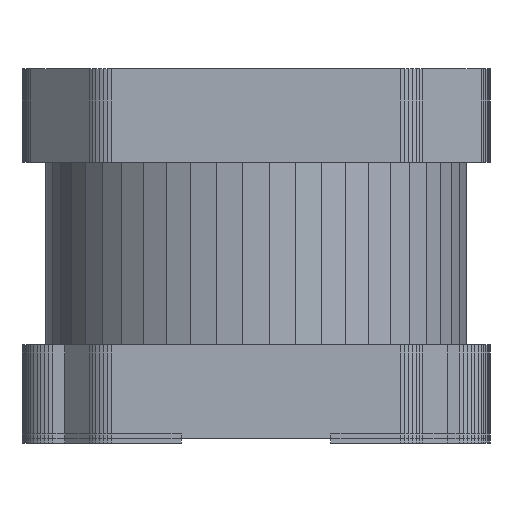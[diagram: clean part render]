
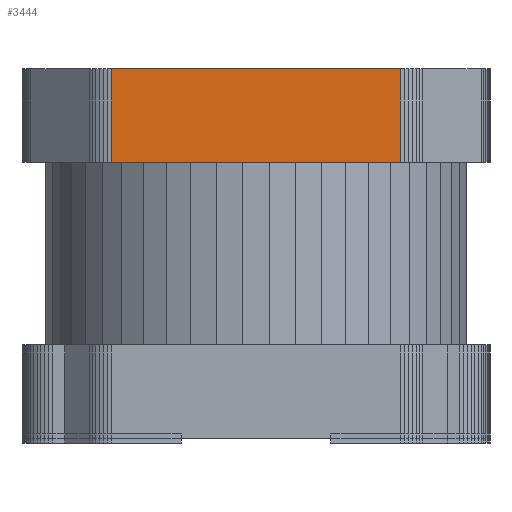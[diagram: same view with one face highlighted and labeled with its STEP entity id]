
A CAD part, front view. The second image highlights one B-rep face of the part: STEP entity #3444.
In plain terms, the highlighted planar face has unit normal (0, -1, 0).
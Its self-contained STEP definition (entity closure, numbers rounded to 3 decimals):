
#639 = VERTEX_POINT('',#640);
#640 = CARTESIAN_POINT('',(1.547,-2.499,3.));
#646 = EDGE_CURVE('',#647,#639,#649,.T.);
#647 = VERTEX_POINT('',#648);
#648 = CARTESIAN_POINT('',(-1.547,-2.499,3.));
#649 = LINE('',#650,#651);
#650 = CARTESIAN_POINT('',(-1.547,-2.499,3.));
#651 = VECTOR('',#652,1.);
#652 = DIRECTION('',(1.,0.,0.));
#3400 = EDGE_CURVE('',#647,#3401,#3403,.T.);
#3401 = VERTEX_POINT('',#3402);
#3402 = CARTESIAN_POINT('',(-1.547,-2.499,4.));
#3403 = LINE('',#3404,#3405);
#3404 = CARTESIAN_POINT('',(-1.547,-2.499,3.));
#3405 = VECTOR('',#3406,1.);
#3406 = DIRECTION('',(0.,0.,1.));
#3444 = ADVANCED_FACE('',(#3445),#3463,.T.);
#3445 = FACE_BOUND('',#3446,.T.);
#3446 = EDGE_LOOP('',(#3447,#3448,#3456,#3462));
#3447 = ORIENTED_EDGE('',*,*,#646,.T.);
#3448 = ORIENTED_EDGE('',*,*,#3449,.F.);
#3449 = EDGE_CURVE('',#3450,#639,#3452,.T.);
#3450 = VERTEX_POINT('',#3451);
#3451 = CARTESIAN_POINT('',(1.547,-2.499,4.));
#3452 = LINE('',#3453,#3454);
#3453 = CARTESIAN_POINT('',(1.547,-2.499,4.));
#3454 = VECTOR('',#3455,1.);
#3455 = DIRECTION('',(0.,0.,-1.));
#3456 = ORIENTED_EDGE('',*,*,#3457,.T.);
#3457 = EDGE_CURVE('',#3450,#3401,#3458,.T.);
#3458 = LINE('',#3459,#3460);
#3459 = CARTESIAN_POINT('',(1.547,-2.499,4.));
#3460 = VECTOR('',#3461,1.);
#3461 = DIRECTION('',(-1.,0.,0.));
#3462 = ORIENTED_EDGE('',*,*,#3400,.F.);
#3463 = PLANE('',#3464);
#3464 = AXIS2_PLACEMENT_3D('',#3465,#3466,#3467);
#3465 = CARTESIAN_POINT('',(0.,-2.499,3.5));
#3466 = DIRECTION('',(-0.,-1.,-0.));
#3467 = DIRECTION('',(0.,0.,-1.));
